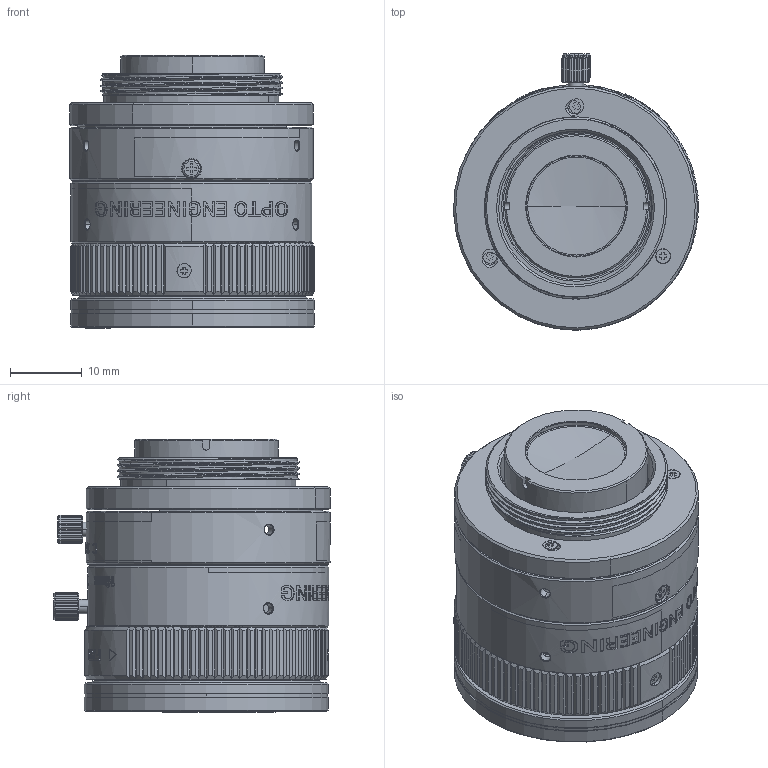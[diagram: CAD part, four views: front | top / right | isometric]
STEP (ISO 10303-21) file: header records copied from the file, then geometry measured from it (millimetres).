
FILE_DESCRIPTION((''),'2;1');
FILE_NAME('M1416MP-OPTO_ASM','2018-01-25T',('H019940'),(''),'PRO/ENGINEER BY PARAMETRIC TECHNOLOGY CORPORATION, 2011310','PRO/ENGINEER BY PARAMETRIC TECHNOLOGY CORPORATION, 2011310','');
FILE_SCHEMA(('AUTOMOTIVE_DESIGN { 1 0 10303 214 1 1 1 1 }'));
Products named in the file (24): M1416MP-01_3; M1416MP-02_1_AF0; MANIFOLD_SOLID_BREP_18333; MANIFOLD_SOLID_BREP_18572; JPZ_2_ASM_ASM; M1416MP-04_1; M1416MP-11_1; ASM0002_ASM_2_ASM_AF0_ASM; M1416MP-05_1_AF0; PRT0029_AF0; ASM0001_ASM_1_ASM_AF0_ASM; M1416MP-09_1_AF0; M1416MP-10_2_AF0; PRT0030_AF0; ASM0003_ASM_1_ASM_AF0_ASM; PRT0031_AF0; PRT0031_AF1; PRT0031_AF2; P6634W03_1_AF3; M1416MP-07-1_6_AF0; M1416MP-08_1_AF0; ASM0004-OPTO_ASM_4_ASM_AF0_ASM; ASM0004-OPTO_ASM_ASM_AF0_ASM; M1416MP-OPTO_ASM
Assembly tree (23 placements, depth 6):
  M1416MP-OPTO_ASM
    ASM0004-OPTO_ASM_ASM_AF0_ASM
      ASM0004-OPTO_ASM_4_ASM_AF0_ASM
        ASM0002_ASM_2_ASM_AF0_ASM
          M1416MP-01_3
          M1416MP-02_1_AF0
          JPZ_2_ASM_ASM
            MANIFOLD_SOLID_BREP_18333
            MANIFOLD_SOLID_BREP_18572
          M1416MP-04_1
          M1416MP-11_1
        ASM0001_ASM_1_ASM_AF0_ASM
          M1416MP-05_1_AF0
          PRT0029_AF0
        ASM0003_ASM_1_ASM_AF0_ASM
          M1416MP-09_1_AF0
          M1416MP-10_2_AF0
          PRT0030_AF0
        PRT0031_AF0
        PRT0031_AF1
        PRT0031_AF2
        P6634W03_1_AF3
        M1416MP-07-1_6_AF0
        M1416MP-08_1_AF0
Bounding box: 34.14 x 38.5 x 38.09 mm (x, y, z)
Volume: 6326.2 mm3; surface area: 17112.3 mm2
Topology: 16 solids, 19 shells, 1603 faces, 4181 edges, 2708 vertices
Faces by surface type: plane 712, cylinder 345, bspline 293, cone 243, sphere 8, torus 2
Entity records: 72977 total; most frequent: CARTESIAN_POINT 31582, ORIENTED_EDGE 8322, DIRECTION 6911, EDGE_CURVE 4173, VERTEX_POINT 2708, AXIS2_PLACEMENT_3D 2581, VECTOR 1749, LINE 1749
